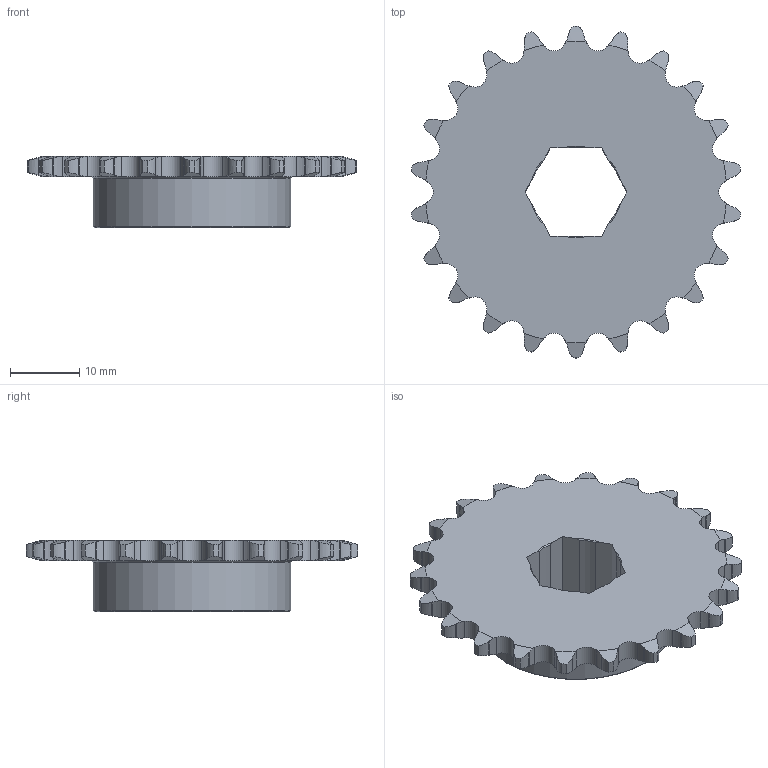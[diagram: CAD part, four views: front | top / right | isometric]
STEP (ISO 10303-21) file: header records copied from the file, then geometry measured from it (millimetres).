
FILE_DESCRIPTION (( 'STEP AP214' ), '1' );
FILE_NAME ('am-0646 S25-22HA-500 Hex Sprocket.STEP', '2018-01-24T15:24:08', ( '' ), ( '' ), 'SwSTEP 2.0', 'SolidWorks 2017', '' );
FILE_SCHEMA (( 'AUTOMOTIVE_DESIGN' ));
Length unit declared in the file: inch
Products named in the file (1): am-0646 S25-22HA-500 Hex Sprocket
Bounding box: 47.59 x 47.97 x 10.29 mm (x, y, z)
Volume: 7667.4 mm3; surface area: 4426.7 mm2
Topology: 1 solids, 1 shells, 256 faces, 758 edges, 505 vertices
Faces by surface type: cylinder 139, plane 59, cone 58
Full cylindrical faces by diameter (mm): 28.524 x1
Entity records: 9106 total; most frequent: CARTESIAN_POINT 2555, ORIENTED_EDGE 1508, DIRECTION 1228, EDGE_CURVE 754, AXIS2_PLACEMENT_3D 505, VERTEX_POINT 504, B_SPLINE_CURVE_WITH_KNOTS 288, EDGE_LOOP 262
